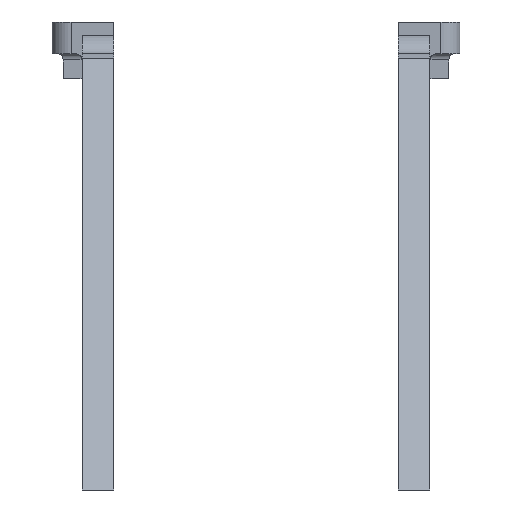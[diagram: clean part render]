
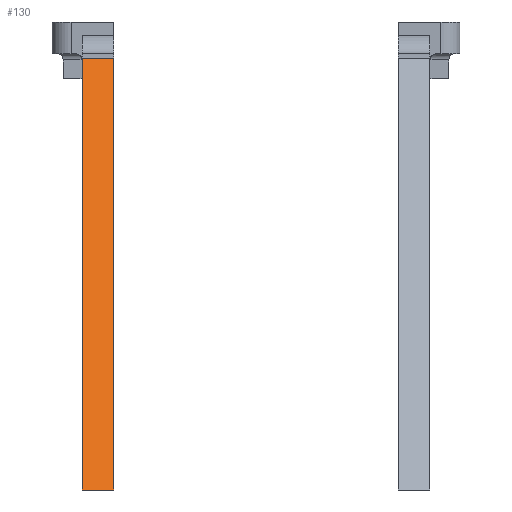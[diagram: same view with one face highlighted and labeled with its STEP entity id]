
A CAD part, left-side view. The second image highlights one B-rep face of the part: STEP entity #130.
In plain terms, the highlighted planar face has unit normal (-0.786, 0, 0.618).
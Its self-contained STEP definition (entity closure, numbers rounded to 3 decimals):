
#130=ADVANCED_FACE('',(#734),#736,.T.);
#734=FACE_BOUND('',#735,.T.);
#735=EDGE_LOOP('',(#1238,#1239,#1240,#1241));
#736=PLANE('',#737);
#737=AXIS2_PLACEMENT_3D('',#738,#739,#740);
#738=CARTESIAN_POINT('',(-73.322,-5.,-40.));
#739=DIRECTION('',(-0.786,0.,0.618));
#740=DIRECTION('',(0.618,0.,0.786));
#1238=ORIENTED_EDGE('',*,*,#1539,.T.);
#1239=ORIENTED_EDGE('',*,*,#1560,.T.);
#1240=ORIENTED_EDGE('',*,*,#1558,.F.);
#1241=ORIENTED_EDGE('',*,*,#1583,.F.);
#1539=EDGE_CURVE('',#1728,#1726,#1729,.F.);
#1558=EDGE_CURVE('',#1762,#1764,#1765,.T.);
#1560=EDGE_CURVE('',#1726,#1764,#1767,.T.);
#1583=EDGE_CURVE('',#1728,#1762,#1808,.T.);
#1726=VERTEX_POINT('',#2044);
#1728=VERTEX_POINT('',#2049);
#1729=LINE('',#2050,#2051);
#1762=VERTEX_POINT('',#2126);
#1764=VERTEX_POINT('',#2130);
#1765=LINE('',#2131,#2132);
#1767=LINE('',#2138,#2139);
#1808=LINE('',#2235,#2236);
#2044=CARTESIAN_POINT('',(-19.674,0.,28.212));
#2049=CARTESIAN_POINT('',(-73.322,0.,-40.));
#2050=CARTESIAN_POINT('',(-19.674,0.,28.212));
#2051=VECTOR('',#2052,1.);
#2052=DIRECTION('',(-0.618,0.,-0.786));
#2126=CARTESIAN_POINT('',(-73.322,5.,-40.));
#2130=CARTESIAN_POINT('',(-19.674,5.,28.212));
#2131=CARTESIAN_POINT('',(-73.322,5.,-40.));
#2132=VECTOR('',#2133,1.);
#2133=DIRECTION('',(0.618,0.,0.786));
#2138=CARTESIAN_POINT('',(-19.674,0.,28.212));
#2139=VECTOR('',#2140,1.);
#2140=DIRECTION('',(0.,1.,0.));
#2235=CARTESIAN_POINT('',(-73.322,0.,-40.));
#2236=VECTOR('',#2237,1.);
#2237=DIRECTION('',(0.,1.,0.));
